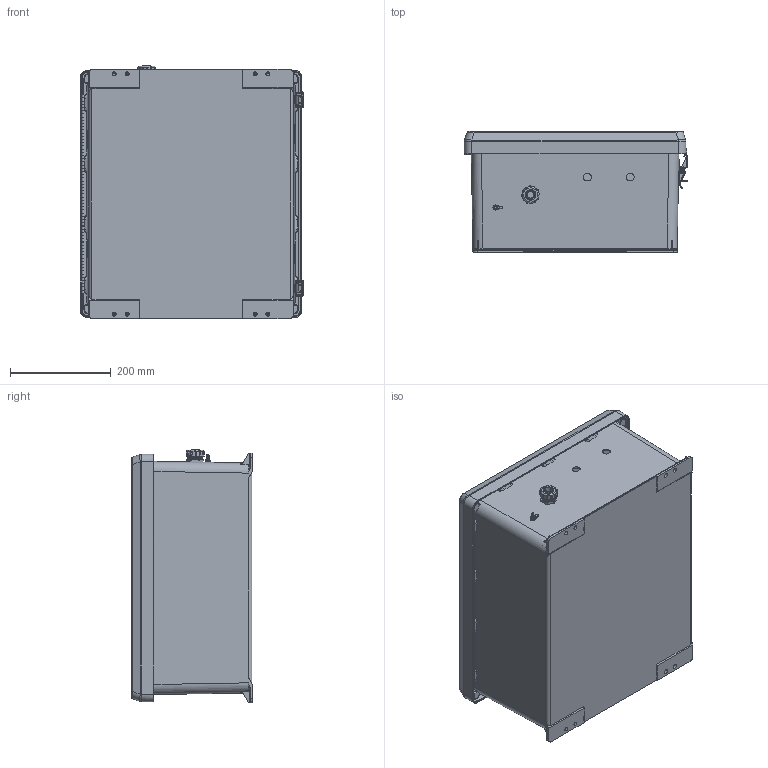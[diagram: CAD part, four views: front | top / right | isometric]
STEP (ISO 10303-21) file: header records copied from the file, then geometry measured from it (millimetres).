
FILE_DESCRIPTION (( 'STEP AP214' ), '1' );
FILE_NAME ('NB181608-000DR_3D.step', '2025-10-06T15:07:09', ( '' ), ( '' ), 'SwSTEP 2.0', 'SolidWorks 2025', '' );
FILE_SCHEMA (( 'AUTOMOTIVE_DESIGN' ));
Length unit declared in the file: inch
Products named in the file (16): NB181608-Box; NB181608-Lid; FHP_10-24_.75MS; 1AJ09-063; 1BE04-023; XCT-0005; NB181608-DoorClasp-1; XC-0003; XCA-TERM-0007-UL; NB181608-DoorClasp-2; 10-24 HexNut; NB181608-Hinge; NB181608-000DR_3D; XNB181608-01_WITHOUT COVER; 10-Interna lLockWasher
Assembly tree (20 placements, depth 4):
  NB181608-000DR_3D
    XNB181608-01_WITHOUT COVER
      NB181608-Box
      NB181608-Hinge  x2
      NB181608-DoorClasp-2  x2
      XC-0003
      FHP_10-24_.75MS
      10-Interna lLockWasher
      10-24 HexNut
      XCT-0005
      XCA-TERM-0007-UL
        XCA-TERM-0007-UL
        1AJ09-063  x2
    1BE04-023  x2
    NB181608-Lid
    NB181608-DoorClasp-1  x2
Bounding box: 443.48 x 240.36 x 502.84 mm (x, y, z)
Volume: 3197418.3 mm3; surface area: 1879863.7 mm2
Topology: 24 solids, 25 shells, 2922 faces, 7354 edges, 4461 vertices
Faces by surface type: cylinder 944, cone 807, plane 795, torus 200, bspline 176
Entity records: 73166 total; most frequent: CARTESIAN_POINT 22082, ORIENTED_EDGE 10720, DIRECTION 10582, EDGE_CURVE 5360, AXIS2_PLACEMENT_3D 4017, VERTEX_POINT 3277, VECTOR 2548, LINE 2548
